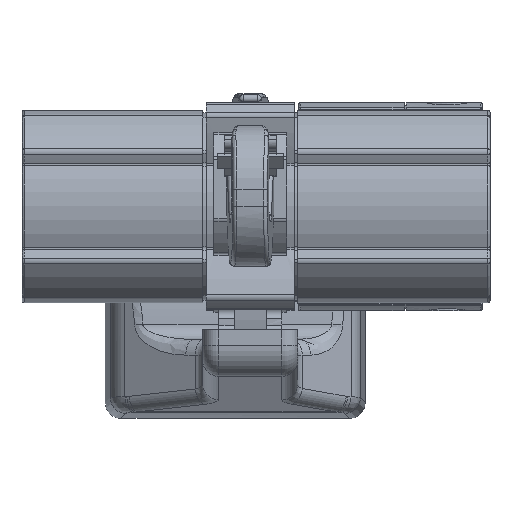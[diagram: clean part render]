
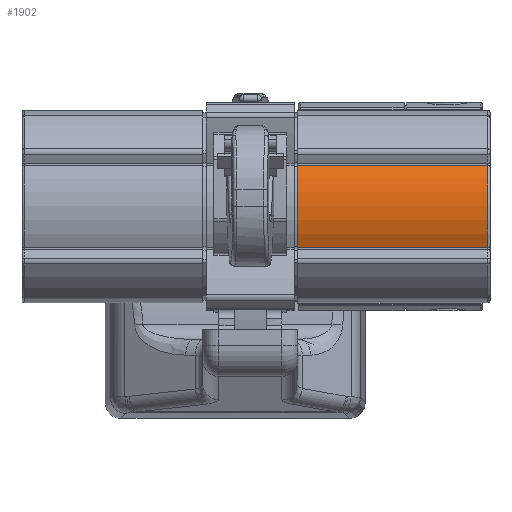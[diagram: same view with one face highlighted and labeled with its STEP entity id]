
A CAD part, top view. The second image highlights one B-rep face of the part: STEP entity #1902.
In plain terms, the highlighted cylindrical face has radius 61 mm (diameter 122 mm), a partial arc.
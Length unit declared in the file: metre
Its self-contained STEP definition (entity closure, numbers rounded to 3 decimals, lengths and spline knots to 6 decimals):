
#1902=ADVANCED_FACE('',(#4102),#4103,.T.);
#4102=FACE_OUTER_BOUND('',#10809,.T.);
#4103=CYLINDRICAL_SURFACE('',#10810,0.061);
#10809=EDGE_LOOP('',(#20120,#20121,#20122,#20123));
#10810=AXIS2_PLACEMENT_3D('',#20124,#20125,#20126);
#20120=ORIENTED_EDGE('',*,*,#24300,.F.);
#20121=ORIENTED_EDGE('',*,*,#26023,.T.);
#20122=ORIENTED_EDGE('',*,*,#25557,.T.);
#20123=ORIENTED_EDGE('',*,*,#25345,.T.);
#20124=CARTESIAN_POINT('',(0.122,0.,0.));
#20125=DIRECTION('',(-1.,0.,0.));
#20126=DIRECTION('',(0.,0.,1.));
#24300=EDGE_CURVE('',#27230,#27232,#27233,.T.);
#25345=EDGE_CURVE('',#29027,#27232,#29028,.T.);
#25557=EDGE_CURVE('',#28786,#29027,#29339,.T.);
#26023=EDGE_CURVE('',#27230,#28786,#29997,.T.);
#27230=VERTEX_POINT('',#31447);
#27232=VERTEX_POINT('',#31449);
#27233=LINE('',#31450,#31451);
#28786=VERTEX_POINT('',#34422);
#29027=VERTEX_POINT('',#34764);
#29028=CIRCLE('',#34765,0.061);
#29339=LINE('',#35323,#35324);
#29997=CIRCLE('',#36598,0.061);
#31447=CARTESIAN_POINT('',(0.1205,-0.025925,0.055217));
#31449=CARTESIAN_POINT('',(0.,-0.025925,0.055217));
#31450=CARTESIAN_POINT('',(0.122,-0.025925,0.055217));
#31451=VECTOR('',#39295,1.);
#34422=CARTESIAN_POINT('',(0.1205,0.025925,0.055217));
#34764=CARTESIAN_POINT('',(0.,0.025925,0.055217));
#34765=AXIS2_PLACEMENT_3D('',#40947,#40948,#40949);
#35323=CARTESIAN_POINT('',(0.122,0.025925,0.055217));
#35324=VECTOR('',#41293,1.);
#36598=AXIS2_PLACEMENT_3D('',#41999,#42000,#42001);
#39295=DIRECTION('',(-1.,0.,0.));
#40947=CARTESIAN_POINT('',(0.,0.,0.));
#40948=DIRECTION('',(1.,0.,0.));
#40949=DIRECTION('',(0.,1.,0.));
#41293=DIRECTION('',(-1.,0.,0.));
#41999=CARTESIAN_POINT('',(0.1205,0.,0.));
#42000=DIRECTION('',(-1.,0.,0.));
#42001=DIRECTION('',(0.,1.,0.));
